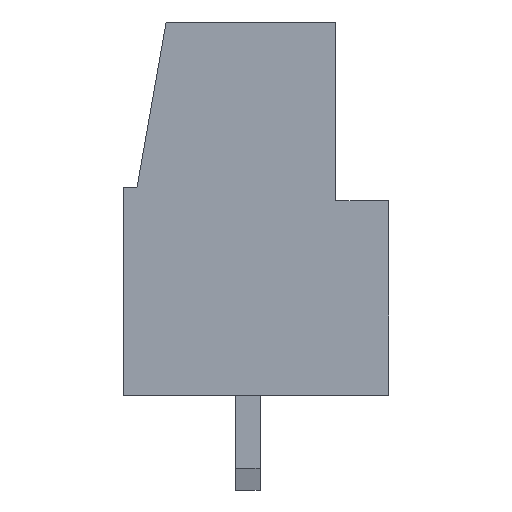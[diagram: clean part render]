
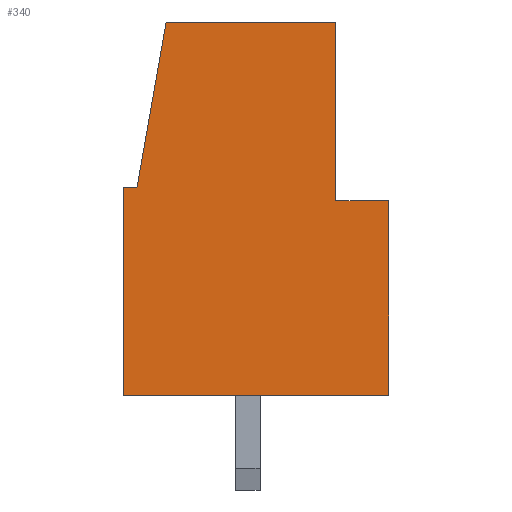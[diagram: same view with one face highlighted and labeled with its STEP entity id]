
A CAD part, left-side view. The second image highlights one B-rep face of the part: STEP entity #340.
In plain terms, the highlighted planar face has unit normal (-1, 0, 0).
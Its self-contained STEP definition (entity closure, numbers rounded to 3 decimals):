
#340=ADVANCED_FACE('',(#853),#854,.T.);
#853=FACE_OUTER_BOUND('',#1552,.T.);
#854=PLANE('',#1553);
#1552=EDGE_LOOP('',(#2518,#2519,#2520,#2521,#2522,#2523,#2524,#2525));
#1553=AXIS2_PLACEMENT_3D('',#2526,#2527,#2528);
#2518=ORIENTED_EDGE('',*,*,#4351,.T.);
#2519=ORIENTED_EDGE('',*,*,#4376,.T.);
#2520=ORIENTED_EDGE('',*,*,#4377,.F.);
#2521=ORIENTED_EDGE('',*,*,#4369,.T.);
#2522=ORIENTED_EDGE('',*,*,#4378,.T.);
#2523=ORIENTED_EDGE('',*,*,#4379,.T.);
#2524=ORIENTED_EDGE('',*,*,#4380,.T.);
#2525=ORIENTED_EDGE('',*,*,#4381,.T.);
#2526=CARTESIAN_POINT('',(-25.0,0.,0.));
#2527=DIRECTION('',(-1.0,0.0,0.0));
#2528=DIRECTION('',(0.0,0.0,1.0));
#4351=EDGE_CURVE('',#5252,#5250,#5253,.T.);
#4369=EDGE_CURVE('',#5285,#5283,#5286,.T.);
#4376=EDGE_CURVE('',#5250,#5295,#5296,.T.);
#4377=EDGE_CURVE('',#5285,#5295,#5297,.T.);
#4378=EDGE_CURVE('',#5283,#5298,#5299,.T.);
#4379=EDGE_CURVE('',#5298,#5300,#5301,.T.);
#4380=EDGE_CURVE('',#5300,#5302,#5303,.T.);
#4381=EDGE_CURVE('',#5302,#5252,#5304,.T.);
#5250=VERTEX_POINT('',#6568);
#5252=VERTEX_POINT('',#6571);
#5253=LINE('',#6572,#6573);
#5283=VERTEX_POINT('',#6616);
#5285=VERTEX_POINT('',#6619);
#5286=LINE('',#6620,#6621);
#5295=VERTEX_POINT('',#6634);
#5296=LINE('',#6635,#6636);
#5297=LINE('',#6637,#6638);
#5298=VERTEX_POINT('',#6639);
#5299=LINE('',#6640,#6641);
#5300=VERTEX_POINT('',#6642);
#5301=LINE('',#6643,#6644);
#5302=VERTEX_POINT('',#6645);
#5303=LINE('',#6646,#6647);
#5304=LINE('',#6648,#6649);
#6568=CARTESIAN_POINT('',(-25.0,-9.8,0.));
#6571=CARTESIAN_POINT('',(-25.0,0.,0.));
#6572=CARTESIAN_POINT('',(-25.0,0.,0.));
#6573=VECTOR('',#8135,1000.0);
#6616=CARTESIAN_POINT('',(-25.0,-7.85,13.8));
#6619=CARTESIAN_POINT('',(-25.0,-7.85,7.2));
#6620=CARTESIAN_POINT('',(-25.0,-7.85,7.2));
#6621=VECTOR('',#8150,1000.0);
#6634=CARTESIAN_POINT('',(-25.0,-9.8,7.2));
#6635=CARTESIAN_POINT('',(-25.0,-9.8,0.));
#6636=VECTOR('',#8155,1000.0);
#6637=CARTESIAN_POINT('',(-25.0,-7.85,7.2));
#6638=VECTOR('',#8156,1000.0);
#6639=CARTESIAN_POINT('',(-25.0,-1.576,13.8));
#6640=CARTESIAN_POINT('',(-25.0,-7.85,13.8));
#6641=VECTOR('',#8157,1000.0);
#6642=CARTESIAN_POINT('',(-25.0,-0.5,7.7));
#6643=CARTESIAN_POINT('',(-25.0,-1.576,13.8));
#6644=VECTOR('',#8158,1000.0);
#6645=CARTESIAN_POINT('',(-25.0,0.,7.7));
#6646=CARTESIAN_POINT('',(-25.0,-0.5,7.7));
#6647=VECTOR('',#8159,1000.0);
#6648=CARTESIAN_POINT('',(-25.0,0.,7.7));
#6649=VECTOR('',#8160,1000.0);
#8135=DIRECTION('',(0.0,-1.0,0.0));
#8150=DIRECTION('',(0.0,0.0,1.0));
#8155=DIRECTION('',(0.0,0.0,1.0));
#8156=DIRECTION('',(0.0,-1.0,0.0));
#8157=DIRECTION('',(0.0,1.0,0.0));
#8158=DIRECTION('',(0.0,0.174,-0.985));
#8159=DIRECTION('',(0.0,1.0,0.0));
#8160=DIRECTION('',(0.0,0.0,-1.0));
